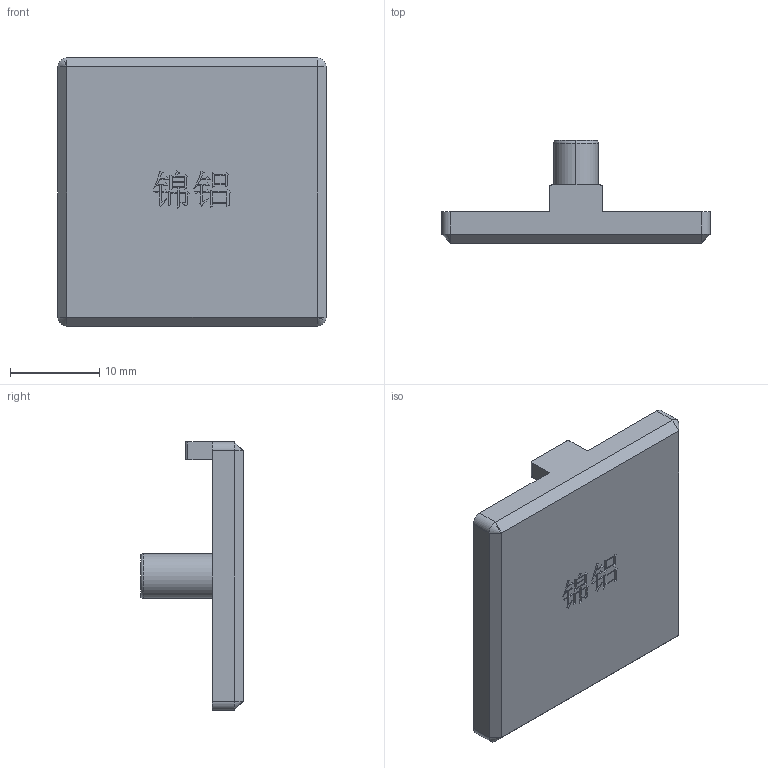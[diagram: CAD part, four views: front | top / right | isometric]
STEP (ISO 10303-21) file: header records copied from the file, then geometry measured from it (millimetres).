
FILE_DESCRIPTION (( 'STEP AP203' ), '1' );
FILE_NAME ('弊梓3030傷裔.STEP', '2019-07-31T01:55:14', ( 'User' ), ( 'China' ), 'SwSTEP 2.0', 'SolidWorks 2015', '' );
FILE_SCHEMA (( 'CONFIG_CONTROL_DESIGN' ));
Length unit declared in the file: millimetre
Products named in the file (1): 弊梓3030傷裔
Bounding box: 30 x 11.5 x 30 mm (x, y, z)
Volume: 1894.1 mm3; surface area: 2693.3 mm2
Topology: 1 solids, 1 shells, 190 faces, 521 edges, 340 vertices
Faces by surface type: plane 146, bspline 28, cylinder 10, cone 4, torus 2
Entity records: 6862 total; most frequent: CARTESIAN_POINT 2156, ORIENTED_EDGE 1034, DIRECTION 811, EDGE_CURVE 517, LINE 437, VECTOR 437, VERTEX_POINT 340, EDGE_LOOP 201
